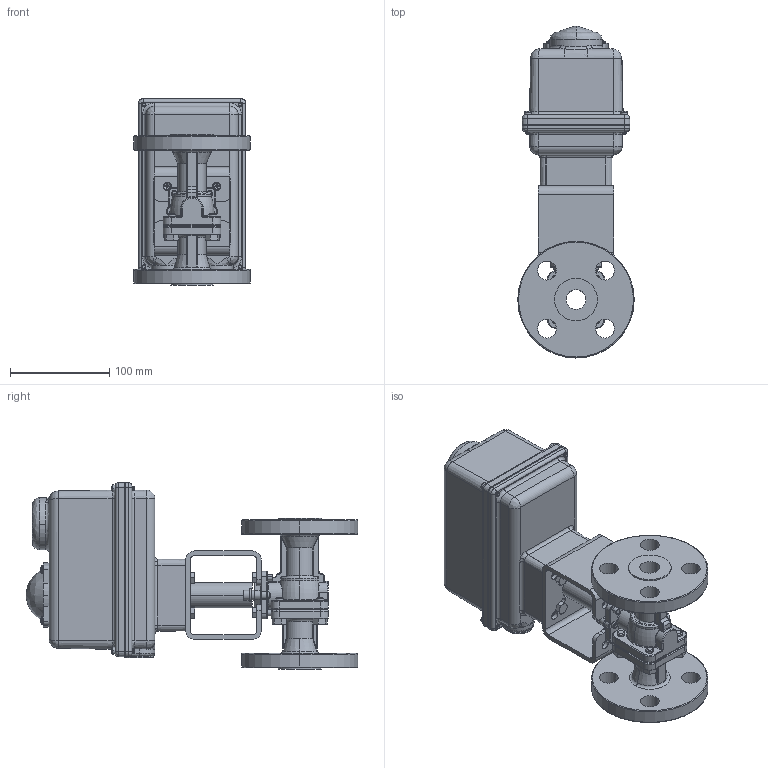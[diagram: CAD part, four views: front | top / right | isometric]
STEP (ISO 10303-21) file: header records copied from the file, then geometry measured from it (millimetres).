
FILE_DESCRIPTION (( 'STEP AP203' ), '1' );
FILE_NAME ('6801F-075_ER-2.STEP', '2017-12-05T19:10:45', ( '' ), ( '' ), 'SwSTEP 2.0', 'SolidWorks 2014', '' );
FILE_SCHEMA (( 'CONFIG_CONTROL_DESIGN' ));
Length unit declared in the file: inch
Products named in the file (1): 6801F-075_ER-2
Bounding box: 117.09 x 333.9 x 187.83 mm (x, y, z)
Surface area: 244259.1 mm2 (no closed solid volume)
Topology: 0 solids, 21 shells, 890 faces, 2822 edges, 1922 vertices
Faces by surface type: cylinder 317, plane 283, bspline 117, cone 97, torus 76
Entity records: 47847 total; most frequent: CARTESIAN_POINT 24743, ORIENTED_EDGE 4771, DIRECTION 4377, EDGE_CURVE 2812, VERTEX_POINT 1922, AXIS2_PLACEMENT_3D 1681, EDGE_LOOP 1032, LINE 1015
